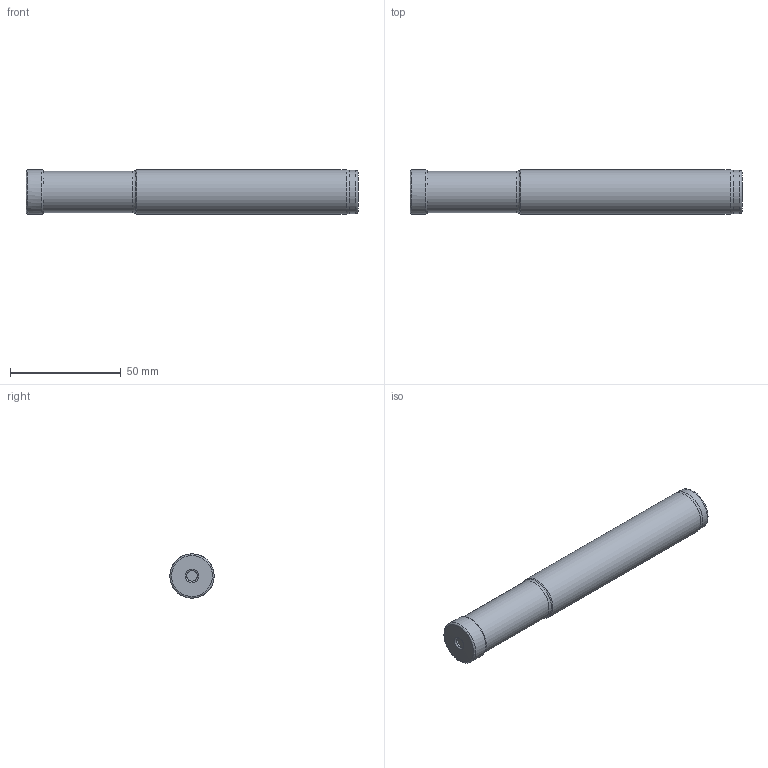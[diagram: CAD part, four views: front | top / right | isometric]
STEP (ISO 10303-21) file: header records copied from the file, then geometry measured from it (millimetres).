
FILE_DESCRIPTION(/* description */ (''),/* implementation_level */ '2;1');
FILE_NAME(/* name */ 'AEM90-SPGT07T3-D20-W20-L150-Z03.stp',/* time_stamp */ '2023-10-26T22:20:32+03:00',/* author */ (''),/* organization */ (''),/* preprocessor_version */ 'ST-DEVELOPER v19.4',/* originating_system */ 'SIEMENS PLM Software NX2306.3001',/* authorisation */ '');
FILE_SCHEMA (('AUTOMOTIVE_DESIGN { 1 0 10303 214 3 1 1 1 }'));
Length unit declared in the file: millimetre
Products named in the file (1): AEM90-SPGT07T3-D20-W20-L150-Z03
Bounding box: 149.99 x 20 x 20 mm (x, y, z)
Volume: 47110.3 mm3; surface area: 10839.9 mm2
Topology: 2 solids, 2 shells, 21 faces, 46 edges, 28 vertices
Faces by surface type: revolution 8, cone 4, cylinder 3, torus 3, plane 3
Full cylindrical faces by diameter (mm): 18.7 x1, 19.5 x1, 20 x1
Entity records: 567 total; most frequent: DIRECTION 88, CARTESIAN_POINT 70, EDGE_LOOP 40, ORIENTED_EDGE 40, FACE_BOUND 38, AXIS2_PLACEMENT_3D 38, ADVANCED_FACE 21, VERTEX_POINT 20
